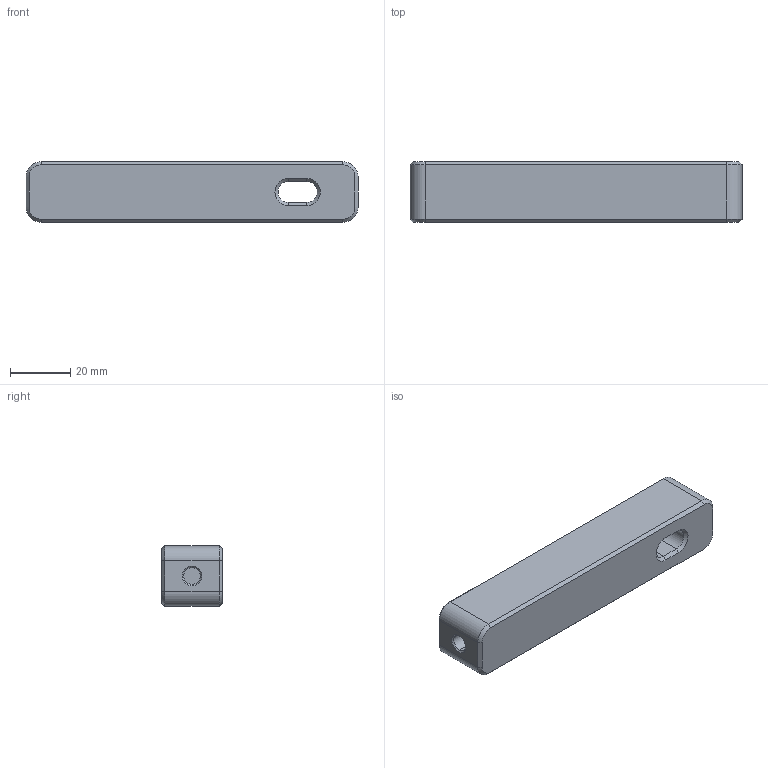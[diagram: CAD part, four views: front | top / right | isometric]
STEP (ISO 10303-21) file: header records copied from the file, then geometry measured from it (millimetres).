
FILE_DESCRIPTION (( 'STEP AP203' ), '1' );
FILE_NAME ('10197 Rev B-Released.STEP', '2023-08-17T18:17:49', ( '' ), ( '' ), 'SwSTEP 2.0', 'SolidWorks 2022', '' );
FILE_SCHEMA (( 'CONFIG_CONTROL_DESIGN' ));
Length unit declared in the file: millimetre
Products named in the file (1): 10197 Rev B-Released
Bounding box: 110 x 20 x 20 mm (x, y, z)
Volume: 41084.6 mm3; surface area: 10025.9 mm2
Topology: 1 solids, 1 shells, 63 faces, 134 edges, 78 vertices
Faces by surface type: plane 25, cone 22, cylinder 16
Entity records: 1751 total; most frequent: DIRECTION 316, CARTESIAN_POINT 276, ORIENTED_EDGE 268, EDGE_CURVE 134, AXIS2_PLACEMENT_3D 118, LINE 80, VECTOR 80, VERTEX_POINT 78
